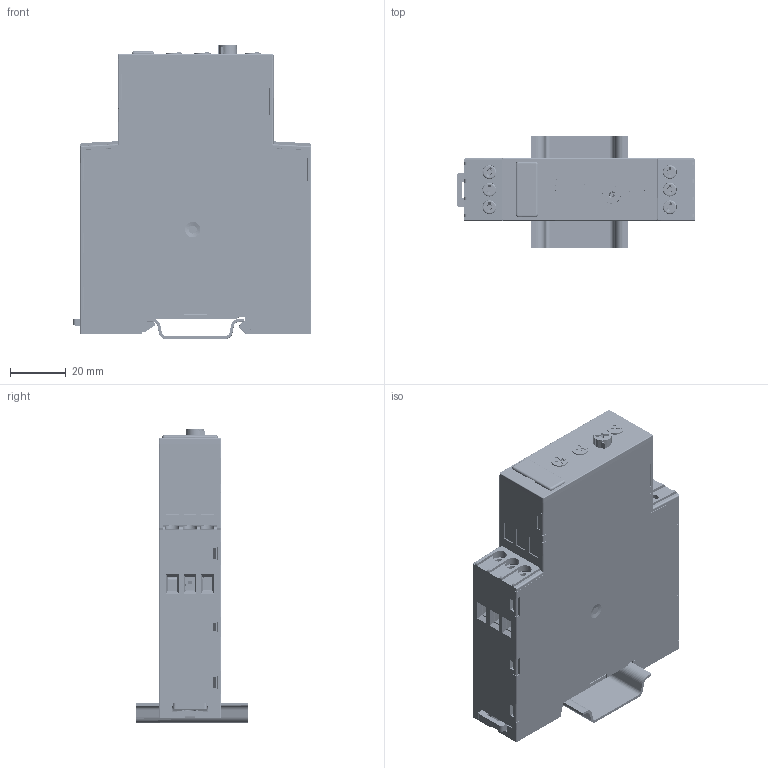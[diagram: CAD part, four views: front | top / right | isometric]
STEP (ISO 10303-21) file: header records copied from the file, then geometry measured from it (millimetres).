
FILE_DESCRIPTION(/* description */ ('Unknown'),/* implementation_level */ '2;1');
FILE_NAME(/* name */ '888866385N (RX2R1),88866303N (RU2R3) TIMER',/* time_stamp */ '2024-10-15T16:49:21+05:00',/* author */ ('Unknown'),/* organization */ ('Unknown'),/* preprocessor_version */ 'ST-DEVELOPER v18.104',/* originating_system */ 'Solid Edge',/* authorisation */ 'Unknown');
FILE_SCHEMA (('AP242_MANAGED_MODEL_BASED_3D_ENGINEERING_MIM_LF { 1 0 10303 442 1 1 4 }','AUTOMOTIVE_DESIGN {1 0 10303 214 3 1 1}'));
Products named in the file (1): 888866385N (RX2R1),88866303N (RU2R3) TIMER
Bounding box: 85.57 x 40.02 x 105.61 mm (x, y, z)
Volume: 164898 mm3; surface area: 96386 mm2
Topology: 49 solids, 52 shells, 5361 faces, 14801 edges, 9720 vertices
Faces by surface type: plane 3747, cylinder 1126, bspline 217, cone 199, torus 72
Full cylindrical faces by diameter (mm): 0.01 x4, 0.1 x3, 0.2 x1, 0.35 x3, 0.9 x1, 1.5 x1, 1.7 x4, 1.72 x1, 2.4 x9, 2.5 x1, 2.9 x9, 3 x108, 3.3 x9, 3.7 x9, 5 x18, 5.2 x9, 6.3 x3
Entity records: 204141 total; most frequent: CARTESIAN_POINT 62973, ORIENTED_EDGE 29356, DIRECTION 24667, EDGE_CURVE 14678, LINE 10321, VECTOR 10321, VERTEX_POINT 9679, AXIS2_PLACEMENT_3D 7173
